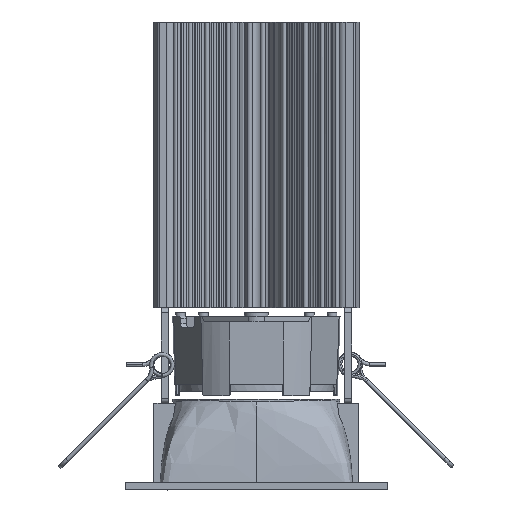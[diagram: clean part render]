
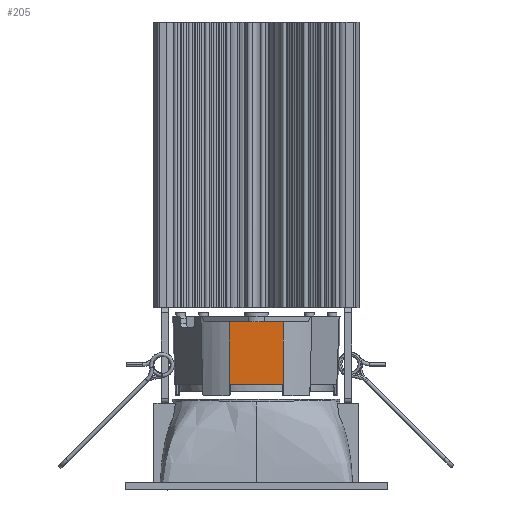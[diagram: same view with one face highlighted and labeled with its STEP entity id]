
A CAD part, front view. The second image highlights one B-rep face of the part: STEP entity #205.
In plain terms, the highlighted planar face has unit normal (0, -0.999, -0.035).
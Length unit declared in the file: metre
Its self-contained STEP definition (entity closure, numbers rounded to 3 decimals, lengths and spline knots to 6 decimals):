
#205=ADVANCED_FACE('',(#1158),#15762,.T.);
#1158=FACE_OUTER_BOUND('',#2116,.T.);
#2116=EDGE_LOOP('',(#3738,#3739,#3740,#3741,#3742,#3743,#3744,#3745));
#3738=ORIENTED_EDGE('',*,*,#8852,.T.);
#3739=ORIENTED_EDGE('',*,*,#8853,.T.);
#3740=ORIENTED_EDGE('',*,*,#8854,.T.);
#3741=ORIENTED_EDGE('',*,*,#8855,.T.);
#3742=ORIENTED_EDGE('',*,*,#8856,.T.);
#3743=ORIENTED_EDGE('',*,*,#8857,.T.);
#3744=ORIENTED_EDGE('',*,*,#8858,.T.);
#3745=ORIENTED_EDGE('',*,*,#8859,.T.);
#8852=EDGE_CURVE('',#14231,#14232,#11394,.T.);
#8853=EDGE_CURVE('',#14232,#14233,#12678,.T.);
#8854=EDGE_CURVE('',#14233,#14234,#11395,.T.);
#8855=EDGE_CURVE('',#14234,#14235,#11396,.T.);
#8856=EDGE_CURVE('',#14235,#14236,#11397,.T.);
#8857=EDGE_CURVE('',#14236,#14237,#12679,.T.);
#8858=EDGE_CURVE('',#14237,#14238,#11398,.T.);
#8859=EDGE_CURVE('',#14238,#14231,#11399,.T.);
#11394=B_SPLINE_CURVE_WITH_KNOTS('',1,(#22889,#22890),.UNSPECIFIED.,.F.,
 .F.,(2,2),(0.,0.002119),.UNSPECIFIED.);
#11395=B_SPLINE_CURVE_WITH_KNOTS('',3,(#22896,#22897,#22898,#22899),
 .UNSPECIFIED.,.F.,.F.,(4,4),(0.,1.),.UNSPECIFIED.);
#11396=B_SPLINE_CURVE_WITH_KNOTS('',1,(#22900,#22901),.UNSPECIFIED.,.F.,
 .F.,(2,2),(-0.011378,0.),.UNSPECIFIED.);
#11397=B_SPLINE_CURVE_WITH_KNOTS('',3,(#22902,#22903,#22904,#22905),
 .UNSPECIFIED.,.F.,.F.,(4,4),(-1.,0.),.UNSPECIFIED.);
#11398=B_SPLINE_CURVE_WITH_KNOTS('',1,(#22911,#22912),.UNSPECIFIED.,.F.,
 .F.,(2,2),(-0.002119,0.),.UNSPECIFIED.);
#11399=B_SPLINE_CURVE_WITH_KNOTS('',1,(#22913,#22914),.UNSPECIFIED.,.F.,
 .F.,(2,2),(-0.010966,0.),.UNSPECIFIED.);
#12678=(
BOUNDED_CURVE()
B_SPLINE_CURVE(2,(#22891,#22892,#22893,#22894,#22895),.UNSPECIFIED.,.F.,
 .F.)
B_SPLINE_CURVE_WITH_KNOTS((3,2,3),(0.001848,0.001899,
0.001941),.UNSPECIFIED.)
CURVE()
GEOMETRIC_REPRESENTATION_ITEM()
RATIONAL_B_SPLINE_CURVE((1.,0.997,1.,0.998,1.))
REPRESENTATION_ITEM('')
);
#12679=(
BOUNDED_CURVE()
B_SPLINE_CURVE(2,(#22906,#22907,#22908,#22909,#22910),.UNSPECIFIED.,.F.,
 .F.)
B_SPLINE_CURVE_WITH_KNOTS((3,2,3),(0.000907,0.000949,
0.001),.UNSPECIFIED.)
CURVE()
GEOMETRIC_REPRESENTATION_ITEM()
RATIONAL_B_SPLINE_CURVE((1.,0.998,1.,0.997,1.))
REPRESENTATION_ITEM('')
);
#14231=VERTEX_POINT('',#22145);
#14232=VERTEX_POINT('',#22146);
#14233=VERTEX_POINT('',#22147);
#14234=VERTEX_POINT('',#22148);
#14235=VERTEX_POINT('',#22149);
#14236=VERTEX_POINT('',#22150);
#14237=VERTEX_POINT('',#22151);
#14238=VERTEX_POINT('',#22152);
#15762=PLANE('',#16791);
#16791=AXIS2_PLACEMENT_3D('',#19462,#17099,$);
#17099=DIRECTION('',(0.,-0.999,-0.035));
#19462=CARTESIAN_POINT('',(0.606739,0.004829,-0.730405));
#22145=CARTESIAN_POINT('',(0.004195,-0.016284,-0.1258));
#22146=CARTESIAN_POINT('',(0.004295,-0.01621,-0.127916));
#22147=CARTESIAN_POINT('',(0.004312,-0.016207,-0.128));
#22148=CARTESIAN_POINT('',(0.004401,-0.016742,-0.1127));
#22149=CARTESIAN_POINT('',(-0.006976,-0.016742,-0.1127));
#22150=CARTESIAN_POINT('',(-0.006887,-0.016207,-0.128));
#22151=CARTESIAN_POINT('',(-0.006871,-0.01621,-0.127916));
#22152=CARTESIAN_POINT('',(-0.006771,-0.016284,-0.1258));
#22889=CARTESIAN_POINT('',(0.004195,-0.016284,-0.1258));
#22890=CARTESIAN_POINT('',(0.004295,-0.01621,-0.127916));
#22891=CARTESIAN_POINT('',(0.004295,-0.01621,-0.127916));
#22892=CARTESIAN_POINT('',(0.004297,-0.01621,-0.127939));
#22893=CARTESIAN_POINT('',(0.004301,-0.016209,-0.127962));
#22894=CARTESIAN_POINT('',(0.004305,-0.016208,-0.127981));
#22895=CARTESIAN_POINT('',(0.004312,-0.016207,-0.128));
#22896=CARTESIAN_POINT('',(0.004312,-0.016207,-0.128));
#22897=CARTESIAN_POINT('',(0.004342,-0.016386,-0.1229));
#22898=CARTESIAN_POINT('',(0.004372,-0.016564,-0.1178));
#22899=CARTESIAN_POINT('',(0.004401,-0.016742,-0.1127));
#22900=CARTESIAN_POINT('',(0.004401,-0.016742,-0.1127));
#22901=CARTESIAN_POINT('',(-0.006976,-0.016742,-0.1127));
#22902=CARTESIAN_POINT('',(-0.006976,-0.016742,-0.1127));
#22903=CARTESIAN_POINT('',(-0.006947,-0.016564,-0.1178));
#22904=CARTESIAN_POINT('',(-0.006917,-0.016386,-0.1229));
#22905=CARTESIAN_POINT('',(-0.006887,-0.016207,-0.128));
#22906=CARTESIAN_POINT('',(-0.006887,-0.016207,-0.128));
#22907=CARTESIAN_POINT('',(-0.006881,-0.016208,-0.127981));
#22908=CARTESIAN_POINT('',(-0.006877,-0.016209,-0.127962));
#22909=CARTESIAN_POINT('',(-0.006872,-0.01621,-0.127939));
#22910=CARTESIAN_POINT('',(-0.006871,-0.01621,-0.127916));
#22911=CARTESIAN_POINT('',(-0.006871,-0.01621,-0.127916));
#22912=CARTESIAN_POINT('',(-0.006771,-0.016284,-0.1258));
#22913=CARTESIAN_POINT('',(-0.006771,-0.016284,-0.1258));
#22914=CARTESIAN_POINT('',(0.004195,-0.016284,-0.1258));
